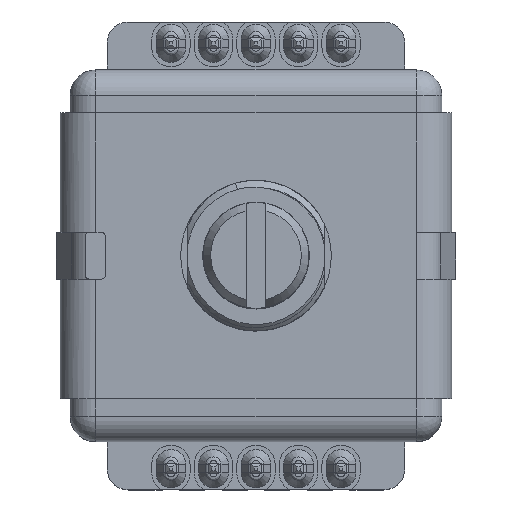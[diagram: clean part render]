
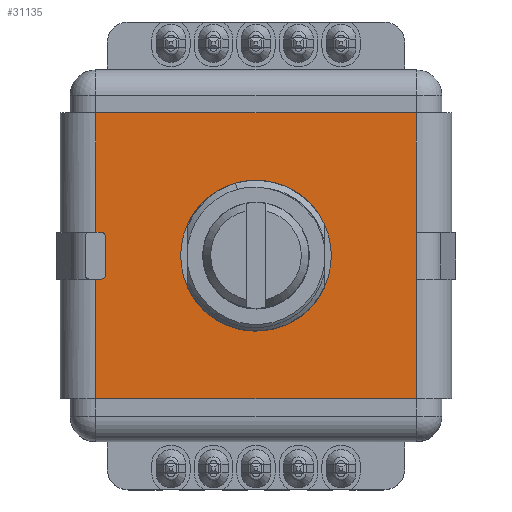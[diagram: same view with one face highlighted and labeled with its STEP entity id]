
A CAD part, top view. The second image highlights one B-rep face of the part: STEP entity #31135.
In plain terms, the highlighted planar face has unit normal (0, 0, 1).
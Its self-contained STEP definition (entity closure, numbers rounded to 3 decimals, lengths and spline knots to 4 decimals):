
#198=FACE_BOUND('',#4480,.T.);
#1611=CIRCLE('',#33072,0.177);
#1614=CIRCLE('',#33076,0.177);
#1615=CIRCLE('',#33078,0.177);
#1619=CIRCLE('',#33115,0.01);
#1620=CIRCLE('',#33116,0.01);
#1621=CIRCLE('',#33117,0.177);
#2737=FACE_OUTER_BOUND('',#4479,.T.);
#4479=EDGE_LOOP('',(#21904,#21905,#21906,#21907,#21908,#21909,#21910,#21911,
#21912,#21913,#21914,#21915));
#4480=EDGE_LOOP('',(#21916,#21917,#21918,#21919));
#6496=LINE('',#45591,#9828);
#6509=LINE('',#45667,#9841);
#6512=LINE('',#45676,#9844);
#6513=LINE('',#45681,#9845);
#6558=LINE('',#45790,#9890);
#6618=LINE('',#45908,#9950);
#6632=LINE('',#45936,#9964);
#6633=LINE('',#45938,#9965);
#6634=LINE('',#45942,#9966);
#6635=LINE('',#45945,#9967);
#9828=VECTOR('',#36739,0.322);
#9841=VECTOR('',#36786,0.754);
#9844=VECTOR('',#36795,0.754);
#9845=VECTOR('',#36800,0.754);
#9890=VECTOR('',#36891,0.3937);
#9950=VECTOR('',#36977,0.3937);
#9964=VECTOR('',#37017,0.322);
#9965=VECTOR('',#37018,0.3937);
#9966=VECTOR('',#37021,0.3937);
#9967=VECTOR('',#37024,0.3937);
#13110=VERTEX_POINT('',#45588);
#13111=VERTEX_POINT('',#45590);
#13136=VERTEX_POINT('',#45664);
#13137=VERTEX_POINT('',#45666);
#13140=VERTEX_POINT('',#45674);
#13142=VERTEX_POINT('',#45680);
#13149=VERTEX_POINT('',#45697);
#13150=VERTEX_POINT('',#45699);
#13153=VERTEX_POINT('',#45706);
#13155=VERTEX_POINT('',#45710);
#13228=VERTEX_POINT('',#45906);
#13229=VERTEX_POINT('',#45935);
#13230=VERTEX_POINT('',#45937);
#13231=VERTEX_POINT('',#45939);
#13232=VERTEX_POINT('',#45941);
#13233=VERTEX_POINT('',#45943);
#16327=EDGE_CURVE('',#13111,#13110,#6496,.T.);
#16355=EDGE_CURVE('',#13137,#13136,#6509,.T.);
#16360=EDGE_CURVE('',#13136,#13140,#6512,.T.);
#16362=EDGE_CURVE('',#13142,#13137,#6513,.T.);
#16371=EDGE_CURVE('',#13149,#13150,#1611,.T.);
#16377=EDGE_CURVE('',#13155,#13153,#1614,.T.);
#16378=EDGE_CURVE('',#13153,#13149,#1615,.T.);
#16417=EDGE_CURVE('',#13110,#13142,#6558,.T.);
#16479=EDGE_CURVE('',#13228,#13140,#6618,.T.);
#16493=EDGE_CURVE('',#13228,#13229,#6632,.T.);
#16494=EDGE_CURVE('',#13230,#13229,#6633,.T.);
#16495=EDGE_CURVE('',#13231,#13230,#1619,.T.);
#16496=EDGE_CURVE('',#13232,#13231,#6634,.T.);
#16497=EDGE_CURVE('',#13233,#13232,#1620,.T.);
#16498=EDGE_CURVE('',#13111,#13233,#6635,.T.);
#16499=EDGE_CURVE('',#13150,#13155,#1621,.T.);
#21904=ORIENTED_EDGE('',*,*,#16479,.F.);
#21905=ORIENTED_EDGE('',*,*,#16493,.T.);
#21906=ORIENTED_EDGE('',*,*,#16494,.F.);
#21907=ORIENTED_EDGE('',*,*,#16495,.F.);
#21908=ORIENTED_EDGE('',*,*,#16496,.F.);
#21909=ORIENTED_EDGE('',*,*,#16497,.F.);
#21910=ORIENTED_EDGE('',*,*,#16498,.F.);
#21911=ORIENTED_EDGE('',*,*,#16327,.T.);
#21912=ORIENTED_EDGE('',*,*,#16417,.T.);
#21913=ORIENTED_EDGE('',*,*,#16362,.T.);
#21914=ORIENTED_EDGE('',*,*,#16355,.T.);
#21915=ORIENTED_EDGE('',*,*,#16360,.T.);
#21916=ORIENTED_EDGE('',*,*,#16371,.F.);
#21917=ORIENTED_EDGE('',*,*,#16378,.F.);
#21918=ORIENTED_EDGE('',*,*,#16377,.F.);
#21919=ORIENTED_EDGE('',*,*,#16499,.F.);
#29860=PLANE('',#33114);
#31135=ADVANCED_FACE('',(#2737,#198),#29860,.T.);
#33072=AXIS2_PLACEMENT_3D('',#45700,#36817,#36818);
#33076=AXIS2_PLACEMENT_3D('',#45712,#36828,#36829);
#33078=AXIS2_PLACEMENT_3D('',#45714,#36832,#36833);
#33114=AXIS2_PLACEMENT_3D('',#45934,#37015,#37016);
#33115=AXIS2_PLACEMENT_3D('',#45940,#37019,#37020);
#33116=AXIS2_PLACEMENT_3D('',#45944,#37022,#37023);
#33117=AXIS2_PLACEMENT_3D('',#45946,#37025,#37026);
#36739=DIRECTION('',(0.,-1.,0.));
#36786=DIRECTION('',(0.,1.,0.));
#36795=DIRECTION('',(0.,1.,0.));
#36800=DIRECTION('',(0.,1.,0.));
#36817=DIRECTION('center_axis',(0.,0.,1.));
#36818=DIRECTION('ref_axis',(-1.,0.,0.));
#36828=DIRECTION('center_axis',(0.,0.,1.));
#36829=DIRECTION('ref_axis',(-1.,0.,0.));
#36832=DIRECTION('center_axis',(0.,0.,1.));
#36833=DIRECTION('ref_axis',(0.,1.,0.));
#36891=DIRECTION('',(1.,0.,0.));
#36977=DIRECTION('',(1.,0.,0.));
#37015=DIRECTION('center_axis',(0.,0.,1.));
#37016=DIRECTION('ref_axis',(1.,0.,0.));
#37017=DIRECTION('',(0.,-1.,0.));
#37018=DIRECTION('',(-1.,0.,0.));
#37019=DIRECTION('center_axis',(0.,0.,1.));
#37020=DIRECTION('ref_axis',(0.,1.,0.));
#37021=DIRECTION('',(0.,1.,0.));
#37022=DIRECTION('center_axis',(0.,0.,1.));
#37023=DIRECTION('ref_axis',(1.,0.,0.));
#37024=DIRECTION('',(1.,0.,0.));
#37025=DIRECTION('center_axis',(0.,0.,1.));
#37026=DIRECTION('ref_axis',(0.,1.,0.));
#45588=CARTESIAN_POINT('',(-0.377,-0.336,0.346));
#45590=CARTESIAN_POINT('',(-0.377,-0.055,0.346));
#45591=CARTESIAN_POINT('',(-0.377,-0.055,0.346));
#45664=CARTESIAN_POINT('',(0.377,0.055,0.346));
#45666=CARTESIAN_POINT('',(0.377,-0.055,0.346));
#45667=CARTESIAN_POINT('',(0.377,-0.377,0.346));
#45674=CARTESIAN_POINT('',(0.377,0.336,0.346));
#45676=CARTESIAN_POINT('',(0.377,-0.377,0.346));
#45680=CARTESIAN_POINT('',(0.377,-0.336,0.346));
#45681=CARTESIAN_POINT('',(0.377,-0.377,0.346));
#45697=CARTESIAN_POINT('',(0.16,-0.0757,0.346));
#45699=CARTESIAN_POINT('',(0.16,0.0757,0.346));
#45700=CARTESIAN_POINT('Origin',(0.,0.,0.346));
#45706=CARTESIAN_POINT('',(-0.16,-0.0757,0.346));
#45710=CARTESIAN_POINT('',(-0.16,0.0757,0.346));
#45712=CARTESIAN_POINT('Origin',(0.,0.,0.346));
#45714=CARTESIAN_POINT('Origin',(0.,0.,0.346));
#45790=CARTESIAN_POINT('',(0.2187,-0.336,0.346));
#45906=CARTESIAN_POINT('',(-0.377,0.336,0.346));
#45908=CARTESIAN_POINT('',(0.2187,0.336,0.346));
#45934=CARTESIAN_POINT('Origin',(0.,0.,0.346));
#45935=CARTESIAN_POINT('',(-0.377,0.055,0.346));
#45936=CARTESIAN_POINT('',(-0.377,0.377,0.346));
#45937=CARTESIAN_POINT('',(-0.364,0.055,0.346));
#45938=CARTESIAN_POINT('',(-0.177,0.055,0.346));
#45939=CARTESIAN_POINT('',(-0.354,0.045,0.346));
#45940=CARTESIAN_POINT('Origin',(-0.364,0.045,0.346));
#45941=CARTESIAN_POINT('',(-0.354,-0.045,0.346));
#45942=CARTESIAN_POINT('',(-0.354,-0.0275,0.346));
#45943=CARTESIAN_POINT('',(-0.364,-0.055,0.346));
#45944=CARTESIAN_POINT('Origin',(-0.364,-0.045,0.346));
#45945=CARTESIAN_POINT('',(-0.2005,-0.055,0.346));
#45946=CARTESIAN_POINT('Origin',(0.,0.,0.346));
